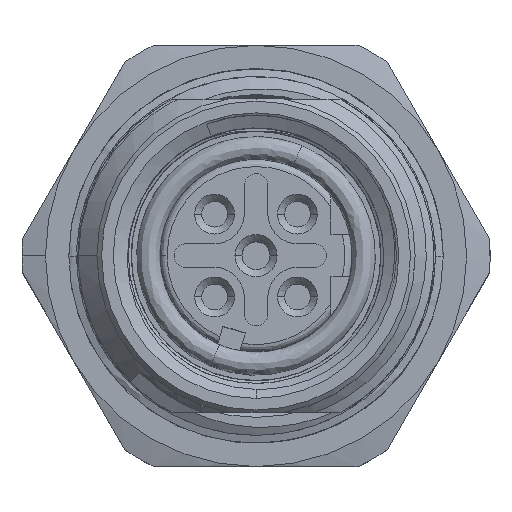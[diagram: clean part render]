
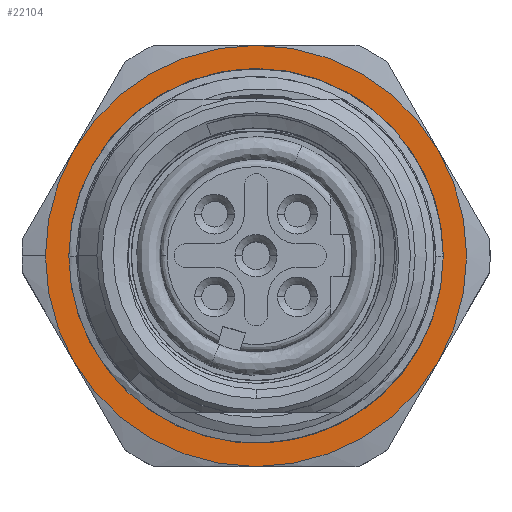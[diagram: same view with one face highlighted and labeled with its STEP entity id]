
A CAD part, top view. The second image highlights one B-rep face of the part: STEP entity #22104.
In plain terms, the highlighted face is planar.
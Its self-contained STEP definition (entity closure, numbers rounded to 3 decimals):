
#128 = ORIENTED_EDGE ( 'NONE', *, *, #6662, .F. ) ;
#591 = AXIS2_PLACEMENT_3D ( 'NONE', #19008, #8124, #20772 ) ;
#677 = CIRCLE ( 'NONE', #5801, 9. ) ;
#880 = ORIENTED_EDGE ( 'NONE', *, *, #19675, .F. ) ;
#988 = EDGE_CURVE ( 'NONE', #6893, #2705, #677, .T. ) ;
#1097 = DIRECTION ( 'NONE',  ( 1., 0., 0. ) ) ;
#1127 = CIRCLE ( 'NONE', #8784, 9. ) ;
#1295 = VERTEX_POINT ( 'NONE', #2258 ) ;
#1483 = ORIENTED_EDGE ( 'NONE', *, *, #20656, .F. ) ;
#1505 = DIRECTION ( 'NONE',  ( -1., 0., 0. ) ) ;
#1574 = CARTESIAN_POINT ( 'NONE',  ( 9.709, 4.5, -7.803 ) ) ;
#2258 = CARTESIAN_POINT ( 'NONE',  ( 9.709, 0., -8.009 ) ) ;
#2705 = VERTEX_POINT ( 'NONE', #1574 ) ;
#2708 = CARTESIAN_POINT ( 'NONE',  ( 9.709, 6.251, 4.984 ) ) ;
#3055 = AXIS2_PLACEMENT_3D ( 'NONE', #17431, #6578, #19241 ) ;
#3150 = DIRECTION ( 'NONE',  ( -1., 0., 0. ) ) ;
#3853 = CARTESIAN_POINT ( 'NONE',  ( 9.709, 0., -0.009 ) ) ;
#4101 = ORIENTED_EDGE ( 'NONE', *, *, #15022, .F. ) ;
#4530 = DIRECTION ( 'NONE',  ( 1., 0., 0. ) ) ;
#5142 = CARTESIAN_POINT ( 'NONE',  ( 9.709, 0., -0.009 ) ) ;
#5184 = CARTESIAN_POINT ( 'NONE',  ( 9.709, 0., -0.009 ) ) ;
#5386 = AXIS2_PLACEMENT_3D ( 'NONE', #12308, #1505, #14136 ) ;
#5667 = DIRECTION ( 'NONE',  ( 0., 0., 1. ) ) ;
#5801 = AXIS2_PLACEMENT_3D ( 'NONE', #8159, #1097, #20925 ) ;
#6578 = DIRECTION ( 'NONE',  ( 1., 0., 0. ) ) ;
#6662 = EDGE_CURVE ( 'NONE', #20719, #11618, #15814, .T. ) ;
#6742 = CIRCLE ( 'NONE', #13856, 9. ) ;
#6889 = ORIENTED_EDGE ( 'NONE', *, *, #17320, .F. ) ;
#6893 = VERTEX_POINT ( 'NONE', #12367 ) ;
#6933 = DIRECTION ( 'NONE',  ( 0., 0., 1. ) ) ;
#6970 = DIRECTION ( 'NONE',  ( 0., 0., -1. ) ) ;
#6973 = CARTESIAN_POINT ( 'NONE',  ( 9.709, 0., 7.991 ) ) ;
#7001 = AXIS2_PLACEMENT_3D ( 'NONE', #3853, #16510, #5667 ) ;
#7075 = EDGE_CURVE ( 'NONE', #22622, #6893, #1127, .T. ) ;
#7258 = AXIS2_PLACEMENT_3D ( 'NONE', #15359, #4530, #17177 ) ;
#7743 = VERTEX_POINT ( 'NONE', #15819 ) ;
#7889 = FACE_BOUND ( 'NONE', #20483, .T. ) ;
#8124 = DIRECTION ( 'NONE',  ( -1., 0., 0. ) ) ;
#8159 = CARTESIAN_POINT ( 'NONE',  ( 9.709, 0., -0.009 ) ) ;
#8373 = CARTESIAN_POINT ( 'NONE',  ( 9.709, 0., -0.009 ) ) ;
#8784 = AXIS2_PLACEMENT_3D ( 'NONE', #19708, #8862, #21462 ) ;
#8862 = DIRECTION ( 'NONE',  ( 1., 0., 0. ) ) ;
#8938 = CIRCLE ( 'NONE', #591, 8. ) ;
#8945 = CARTESIAN_POINT ( 'NONE',  ( 9.709, -7.99, 0.383 ) ) ;
#9427 = CIRCLE ( 'NONE', #5386, 8. ) ;
#9708 = VERTEX_POINT ( 'NONE', #2708 ) ;
#10186 = DIRECTION ( 'NONE',  ( 0., 0., -1. ) ) ;
#10299 = CARTESIAN_POINT ( 'NONE',  ( 9.709, 0., -0.009 ) ) ;
#10360 = ORIENTED_EDGE ( 'NONE', *, *, #11110, .F. ) ;
#10746 = ORIENTED_EDGE ( 'NONE', *, *, #16883, .F. ) ;
#10924 = AXIS2_PLACEMENT_3D ( 'NONE', #5142, #17804, #6933 ) ;
#11042 = CIRCLE ( 'NONE', #15443, 9. ) ;
#11110 = EDGE_CURVE ( 'NONE', #22051, #22622, #21261, .T. ) ;
#11253 = EDGE_CURVE ( 'NONE', #9708, #1295, #9427, .T. ) ;
#11618 = VERTEX_POINT ( 'NONE', #18845 ) ;
#11754 = CARTESIAN_POINT ( 'NONE',  ( 9.709, -4.5, -7.803 ) ) ;
#11762 = AXIS2_PLACEMENT_3D ( 'NONE', #17488, #3150, #15800 ) ;
#11926 = ORIENTED_EDGE ( 'NONE', *, *, #988, .F. ) ;
#12120 = DIRECTION ( 'NONE',  ( 0., 0., -1. ) ) ;
#12150 = PLANE ( 'NONE',  #11762 ) ;
#12217 = ORIENTED_EDGE ( 'NONE', *, *, #7075, .F. ) ;
#12308 = CARTESIAN_POINT ( 'NONE',  ( 9.709, 0., -0.009 ) ) ;
#12367 = CARTESIAN_POINT ( 'NONE',  ( 9.709, 0., -9.009 ) ) ;
#12400 = VERTEX_POINT ( 'NONE', #6973 ) ;
#12428 = CARTESIAN_POINT ( 'NONE',  ( 9.709, 4.5, 7.785 ) ) ;
#13109 = AXIS2_PLACEMENT_3D ( 'NONE', #8373, #21000, #10186 ) ;
#13795 = EDGE_CURVE ( 'NONE', #7743, #20719, #19545, .T. ) ;
#13856 = AXIS2_PLACEMENT_3D ( 'NONE', #10299, #22873, #12120 ) ;
#14136 = DIRECTION ( 'NONE',  ( 0., 0., 1. ) ) ;
#15022 = EDGE_CURVE ( 'NONE', #20754, #12400, #20369, .T. ) ;
#15239 = CIRCLE ( 'NONE', #7001, 8. ) ;
#15359 = CARTESIAN_POINT ( 'NONE',  ( 9.709, 0., -0.009 ) ) ;
#15443 = AXIS2_PLACEMENT_3D ( 'NONE', #5184, #17839, #6970 ) ;
#15661 = CARTESIAN_POINT ( 'NONE',  ( 9.709, -9., -0.009 ) ) ;
#15800 = DIRECTION ( 'NONE',  ( 0., 0., 1. ) ) ;
#15814 = CIRCLE ( 'NONE', #7258, 9. ) ;
#15819 = CARTESIAN_POINT ( 'NONE',  ( 9.709, 9., -0.009 ) ) ;
#16510 = DIRECTION ( 'NONE',  ( -1., 0., 0. ) ) ;
#16883 = EDGE_CURVE ( 'NONE', #1295, #20754, #15239, .T. ) ;
#17177 = DIRECTION ( 'NONE',  ( 0., 0., -1. ) ) ;
#17320 = EDGE_CURVE ( 'NONE', #2705, #7743, #6742, .T. ) ;
#17431 = CARTESIAN_POINT ( 'NONE',  ( 9.709, 0., -0.009 ) ) ;
#17488 = CARTESIAN_POINT ( 'NONE',  ( 9.709, 0., -0.009 ) ) ;
#17804 = DIRECTION ( 'NONE',  ( -1., 0., 0. ) ) ;
#17839 = DIRECTION ( 'NONE',  ( 1., 0., 0. ) ) ;
#18845 = CARTESIAN_POINT ( 'NONE',  ( 9.709, -4.5, 7.785 ) ) ;
#19008 = CARTESIAN_POINT ( 'NONE',  ( 9.709, 0., -0.009 ) ) ;
#19241 = DIRECTION ( 'NONE',  ( 0., 0., -1. ) ) ;
#19512 = ORIENTED_EDGE ( 'NONE', *, *, #11253, .F. ) ;
#19545 = CIRCLE ( 'NONE', #3055, 9. ) ;
#19675 = EDGE_CURVE ( 'NONE', #12400, #9708, #8938, .T. ) ;
#19708 = CARTESIAN_POINT ( 'NONE',  ( 9.709, 0., -0.009 ) ) ;
#20369 = CIRCLE ( 'NONE', #10924, 8. ) ;
#20483 = EDGE_LOOP ( 'NONE', ( #4101, #10746, #19512, #880 ) ) ;
#20656 = EDGE_CURVE ( 'NONE', #11618, #22051, #11042, .T. ) ;
#20719 = VERTEX_POINT ( 'NONE', #12428 ) ;
#20754 = VERTEX_POINT ( 'NONE', #8945 ) ;
#20772 = DIRECTION ( 'NONE',  ( 0., 0., 1. ) ) ;
#20907 = ORIENTED_EDGE ( 'NONE', *, *, #13795, .F. ) ;
#20925 = DIRECTION ( 'NONE',  ( 0., 0., -1. ) ) ;
#21000 = DIRECTION ( 'NONE',  ( 1., 0., 0. ) ) ;
#21261 = CIRCLE ( 'NONE', #13109, 9. ) ;
#21462 = DIRECTION ( 'NONE',  ( 0., 0., -1. ) ) ;
#21683 = FACE_OUTER_BOUND ( 'NONE', #22998, .T. ) ;
#22051 = VERTEX_POINT ( 'NONE', #15661 ) ;
#22104 = ADVANCED_FACE ( 'NONE', ( #7889, #21683 ), #12150, .T. ) ;
#22622 = VERTEX_POINT ( 'NONE', #11754 ) ;
#22873 = DIRECTION ( 'NONE',  ( 1., 0., 0. ) ) ;
#22998 = EDGE_LOOP ( 'NONE', ( #12217, #10360, #1483, #128, #20907, #6889, #11926 ) ) ;
